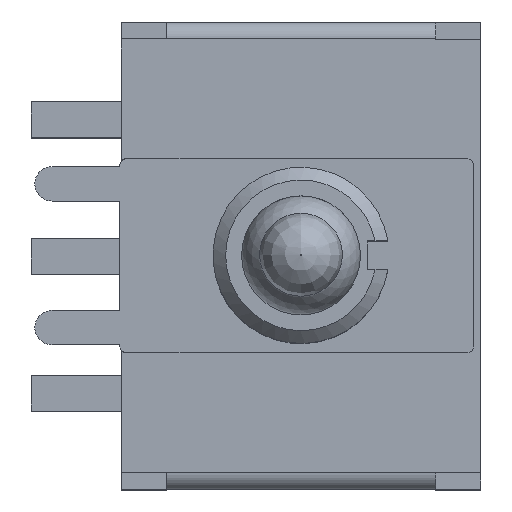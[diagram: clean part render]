
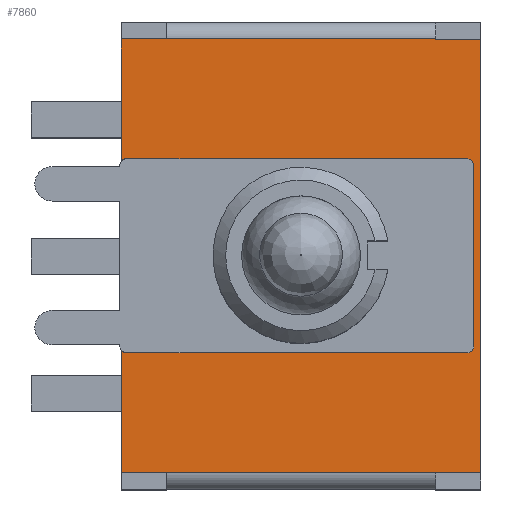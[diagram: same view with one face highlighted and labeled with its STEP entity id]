
A CAD part, top view. The second image highlights one B-rep face of the part: STEP entity #7860.
In plain terms, the highlighted planar face has unit normal (0, 0, 1).
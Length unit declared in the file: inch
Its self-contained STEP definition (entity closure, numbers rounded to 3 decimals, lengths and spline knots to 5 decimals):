
#321=PLANE('',#8603);
#1061=LINE('',#12948,#1904);
#1067=LINE('',#12963,#1910);
#1073=LINE('',#12985,#1916);
#1084=LINE('',#13013,#1927);
#1085=LINE('',#13016,#1928);
#1086=LINE('',#13018,#1929);
#1087=LINE('',#13019,#1930);
#1088=LINE('',#13021,#1931);
#1089=LINE('',#13023,#1932);
#1090=LINE('',#13025,#1933);
#1091=LINE('',#13027,#1934);
#1092=LINE('',#13029,#1935);
#1093=LINE('',#13031,#1936);
#1094=LINE('',#13032,#1937);
#1904=VECTOR('',#10592,0.3937);
#1910=VECTOR('',#10606,0.3937);
#1916=VECTOR('',#10632,0.3937);
#1927=VECTOR('',#10657,0.3937);
#1928=VECTOR('',#10660,0.3937);
#1929=VECTOR('',#10661,0.3937);
#1930=VECTOR('',#10662,0.3937);
#1931=VECTOR('',#10663,0.3937);
#1932=VECTOR('',#10664,0.3937);
#1933=VECTOR('',#10665,0.3937);
#1934=VECTOR('',#10666,0.3937);
#1935=VECTOR('',#10667,0.3937);
#1936=VECTOR('',#10668,0.3937);
#1937=VECTOR('',#10669,0.3937);
#2559=FACE_OUTER_BOUND('',#3018,.T.);
#3018=EDGE_LOOP('',(#6966,#6967,#6968,#6969,#6970,#6971,#6972,#6973,#6974,
#6975,#6976,#6977,#6978,#6979,#6980,#6981,#6982,#6983));
#3314=CIRCLE('',#8584,0.00984);
#3316=CIRCLE('',#8588,0.00984);
#3318=CIRCLE('',#8592,0.00984);
#3321=CIRCLE('',#8598,0.00984);
#3900=VERTEX_POINT('',#12885);
#3901=VERTEX_POINT('',#12886);
#3921=VERTEX_POINT('',#12944);
#3923=VERTEX_POINT('',#12947);
#3926=VERTEX_POINT('',#12955);
#3928=VERTEX_POINT('',#12960);
#3930=VERTEX_POINT('',#12967);
#3934=VERTEX_POINT('',#12982);
#3943=VERTEX_POINT('',#13009);
#3944=VERTEX_POINT('',#13011);
#3945=VERTEX_POINT('',#13015);
#3946=VERTEX_POINT('',#13017);
#3947=VERTEX_POINT('',#13020);
#3948=VERTEX_POINT('',#13022);
#3949=VERTEX_POINT('',#13024);
#3950=VERTEX_POINT('',#13026);
#3951=VERTEX_POINT('',#13028);
#3952=VERTEX_POINT('',#13030);
#4964=EDGE_CURVE('',#3921,#3923,#1061,.T.);
#4968=EDGE_CURVE('',#3923,#3926,#3314,.T.);
#4972=EDGE_CURVE('',#3926,#3928,#1067,.T.);
#4974=EDGE_CURVE('',#3928,#3930,#3316,.T.);
#4979=EDGE_CURVE('',#3901,#3921,#3318,.T.);
#4983=EDGE_CURVE('',#3930,#3934,#1073,.T.);
#4985=EDGE_CURVE('',#3934,#3900,#3321,.T.);
#4998=EDGE_CURVE('',#3944,#3943,#1084,.T.);
#4999=EDGE_CURVE('',#3901,#3945,#1085,.T.);
#5000=EDGE_CURVE('',#3946,#3945,#1086,.T.);
#5001=EDGE_CURVE('',#3946,#3943,#1087,.T.);
#5002=EDGE_CURVE('',#3944,#3947,#1088,.T.);
#5003=EDGE_CURVE('',#3947,#3948,#1089,.T.);
#5004=EDGE_CURVE('',#3949,#3948,#1090,.T.);
#5005=EDGE_CURVE('',#3949,#3950,#1091,.T.);
#5006=EDGE_CURVE('',#3950,#3951,#1092,.T.);
#5007=EDGE_CURVE('',#3951,#3952,#1093,.T.);
#5008=EDGE_CURVE('',#3952,#3900,#1094,.T.);
#6966=ORIENTED_EDGE('',*,*,#4979,.F.);
#6967=ORIENTED_EDGE('',*,*,#4999,.T.);
#6968=ORIENTED_EDGE('',*,*,#5000,.F.);
#6969=ORIENTED_EDGE('',*,*,#5001,.T.);
#6970=ORIENTED_EDGE('',*,*,#4998,.F.);
#6971=ORIENTED_EDGE('',*,*,#5002,.T.);
#6972=ORIENTED_EDGE('',*,*,#5003,.T.);
#6973=ORIENTED_EDGE('',*,*,#5004,.F.);
#6974=ORIENTED_EDGE('',*,*,#5005,.T.);
#6975=ORIENTED_EDGE('',*,*,#5006,.T.);
#6976=ORIENTED_EDGE('',*,*,#5007,.T.);
#6977=ORIENTED_EDGE('',*,*,#5008,.T.);
#6978=ORIENTED_EDGE('',*,*,#4985,.F.);
#6979=ORIENTED_EDGE('',*,*,#4983,.F.);
#6980=ORIENTED_EDGE('',*,*,#4974,.F.);
#6981=ORIENTED_EDGE('',*,*,#4972,.F.);
#6982=ORIENTED_EDGE('',*,*,#4968,.F.);
#6983=ORIENTED_EDGE('',*,*,#4964,.F.);
#7860=ADVANCED_FACE('',(#2559),#321,.T.);
#8584=AXIS2_PLACEMENT_3D('',#12956,#10599,#10600);
#8588=AXIS2_PLACEMENT_3D('',#12968,#10611,#10612);
#8592=AXIS2_PLACEMENT_3D('',#12976,#10622,#10623);
#8598=AXIS2_PLACEMENT_3D('',#12988,#10637,#10638);
#8603=AXIS2_PLACEMENT_3D('',#13014,#10658,#10659);
#10592=DIRECTION('',(1.,0.,0.));
#10599=DIRECTION('center_axis',(0.,0.,
1.));
#10600=DIRECTION('ref_axis',(0.707,-0.707,0.));
#10606=DIRECTION('',(0.,1.,0.));
#10611=DIRECTION('center_axis',(0.,0.,
1.));
#10612=DIRECTION('ref_axis',(0.707,0.707,0.));
#10622=DIRECTION('center_axis',(0.,0.,
1.));
#10623=DIRECTION('ref_axis',(-0.707,-0.707,0.));
#10632=DIRECTION('',(-1.,0.,0.));
#10637=DIRECTION('center_axis',(0.,0.,
1.));
#10638=DIRECTION('ref_axis',(-0.707,0.707,0.));
#10657=DIRECTION('',(-1.,0.,0.));
#10658=DIRECTION('center_axis',(0.,0.,
1.));
#10659=DIRECTION('ref_axis',(1.,0.,0.));
#10660=DIRECTION('',(0.,-1.,0.));
#10661=DIRECTION('',(-1.,0.,0.));
#10662=DIRECTION('',(0.,-1.,0.));
#10663=DIRECTION('',(1.,0.,0.));
#10664=DIRECTION('',(0.,1.,0.));
#10665=DIRECTION('',(1.,0.,0.));
#10666=DIRECTION('',(0.,1.,0.));
#10667=DIRECTION('',(-1.,0.,0.));
#10668=DIRECTION('',(-1.,0.,0.));
#10669=DIRECTION('',(0.,-1.,0.));
#12885=CARTESIAN_POINT('',(-0.25,0.1311,0.41496));
#12886=CARTESIAN_POINT('',(-0.25,-0.1311,0.41496));
#12944=CARTESIAN_POINT('',(-0.24213,-0.13504,0.41496));
#12947=CARTESIAN_POINT('',(0.23031,-0.13504,0.41496));
#12948=CARTESIAN_POINT('',(-0.25197,-0.13504,0.41496));
#12955=CARTESIAN_POINT('',(0.24016,-0.1252,0.41496));
#12956=CARTESIAN_POINT('Origin',(0.23031,-0.1252,0.41496));
#12960=CARTESIAN_POINT('',(0.24016,0.1252,0.41496));
#12963=CARTESIAN_POINT('',(0.24016,-0.13504,0.41496));
#12967=CARTESIAN_POINT('',(0.23031,0.13504,0.41496));
#12968=CARTESIAN_POINT('Origin',(0.23031,0.1252,0.41496));
#12976=CARTESIAN_POINT('Origin',(-0.24213,-0.1252,
0.41496));
#12982=CARTESIAN_POINT('',(-0.24213,0.13504,0.41496));
#12985=CARTESIAN_POINT('',(0.24016,0.13504,0.41496));
#12988=CARTESIAN_POINT('Origin',(-0.24213,0.1252,0.41496));
#13009=CARTESIAN_POINT('',(-0.18701,-0.30138,0.41496));
#13011=CARTESIAN_POINT('',(0.18701,-0.30138,0.41496));
#13013=CARTESIAN_POINT('',(0.,-0.30138,0.41496));
#13014=CARTESIAN_POINT('Origin',(0.,0.30138,
0.41496));
#13015=CARTESIAN_POINT('',(-0.25,-0.30098,0.41496));
#13016=CARTESIAN_POINT('',(-0.25,-0.30098,0.41496));
#13017=CARTESIAN_POINT('',(-0.18701,-0.30098,0.41496));
#13018=CARTESIAN_POINT('',(-0.18701,-0.30098,0.41496));
#13019=CARTESIAN_POINT('',(-0.18701,-0.30138,0.41496));
#13020=CARTESIAN_POINT('',(0.25,-0.30138,0.41496));
#13021=CARTESIAN_POINT('',(0.18701,-0.30138,0.41496));
#13022=CARTESIAN_POINT('',(0.25,0.30098,0.41496));
#13023=CARTESIAN_POINT('',(0.25,0.30098,0.41496));
#13024=CARTESIAN_POINT('',(0.18701,0.30098,0.41496));
#13025=CARTESIAN_POINT('',(0.18701,0.30098,0.41496));
#13026=CARTESIAN_POINT('',(0.18701,0.30138,0.41496));
#13027=CARTESIAN_POINT('',(0.18701,-0.30138,0.41496));
#13028=CARTESIAN_POINT('',(-0.18701,0.30138,0.41496));
#13029=CARTESIAN_POINT('',(0.,0.30138,0.41496));
#13030=CARTESIAN_POINT('',(-0.25,0.30138,0.41496));
#13031=CARTESIAN_POINT('',(-0.18701,0.30138,0.41496));
#13032=CARTESIAN_POINT('',(-0.25,-0.30098,0.41496));
